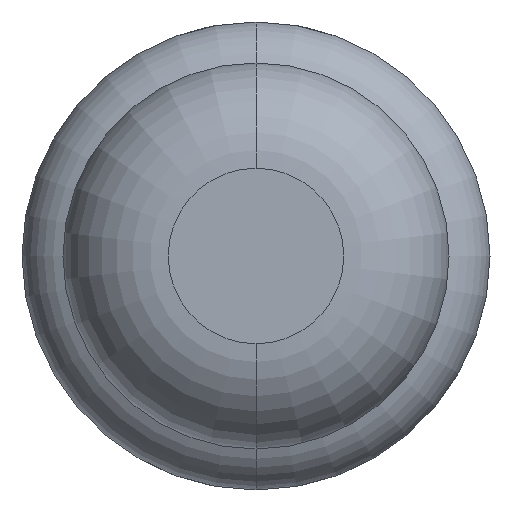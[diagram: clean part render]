
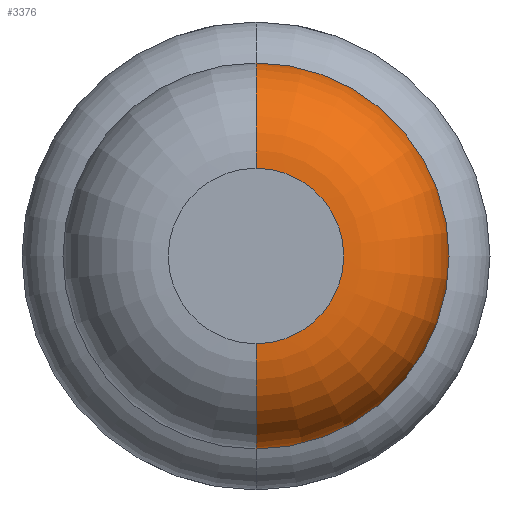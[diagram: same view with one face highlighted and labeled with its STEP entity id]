
A CAD part, front view. The second image highlights one B-rep face of the part: STEP entity #3376.
In plain terms, the highlighted toroidal (fillet/blend) face has major radius 0.375 mm and minor radius 0.45 mm.
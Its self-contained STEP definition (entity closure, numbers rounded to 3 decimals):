
#617 = CIRCLE ( 'NONE', #1487, 0.825 ) ;
#642 = AXIS2_PLACEMENT_3D ( 'NONE', #2477, #2771, #3307 ) ;
#651 = EDGE_LOOP ( 'NONE', ( #3514, #3329, #2041, #2302 ) ) ;
#663 = AXIS2_PLACEMENT_3D ( 'NONE', #1980, #1431, #2836 ) ;
#786 = CARTESIAN_POINT ( 'NONE',  ( 0., -23.55, 0.375 ) ) ;
#925 = CIRCLE ( 'NONE', #642, 0.375 ) ;
#1015 = DIRECTION ( 'NONE',  ( 0., 1., 0. ) ) ;
#1101 = DIRECTION ( 'NONE',  ( -1., 0., 0. ) ) ;
#1268 = VERTEX_POINT ( 'NONE', #3124 ) ;
#1335 = EDGE_CURVE ( 'Defeature ausgef�hrt1_3+Defeature ausgef�hrt1_2+Defeature ausgef�hrt1_2+Defeature ausgef�hrt1_2', #1268, #3706, #617, .T. ) ;
#1360 = CARTESIAN_POINT ( 'NONE',  ( 0., -23.55, 0. ) ) ;
#1368 = CARTESIAN_POINT ( 'NONE',  ( 0., -24., 0.375 ) ) ;
#1431 = DIRECTION ( 'NONE',  ( 1., 0., 0. ) ) ;
#1442 = EDGE_CURVE ( 'NONE', #2043, #1268, #2016, .T. ) ;
#1487 = AXIS2_PLACEMENT_3D ( 'NONE', #2433, #1015, #3012 ) ;
#1513 = EDGE_CURVE ( 'NONE', #1709, #3706, #3535, .T. ) ;
#1571 = AXIS2_PLACEMENT_3D ( 'NONE', #786, #1101, #3369 ) ;
#1607 = TOROIDAL_SURFACE ( 'NONE', #2711, 0.375, 0.45 ) ;
#1709 = VERTEX_POINT ( 'NONE', #1925 ) ;
#1870 = FACE_OUTER_BOUND ( 'NONE', #651, .T. ) ;
#1925 = CARTESIAN_POINT ( 'NONE',  ( 0., -24., -0.375 ) ) ;
#1980 = CARTESIAN_POINT ( 'NONE',  ( 0., -23.55, -0.375 ) ) ;
#2016 = CIRCLE ( 'NONE', #1571, 0.45 ) ;
#2041 = ORIENTED_EDGE ( 'NONE', *, *, #1335, .F. ) ;
#2043 = VERTEX_POINT ( 'NONE', #1368 ) ;
#2128 = CARTESIAN_POINT ( 'NONE',  ( 0., -23.55, -0.825 ) ) ;
#2302 = ORIENTED_EDGE ( 'NONE', *, *, #1442, .F. ) ;
#2433 = CARTESIAN_POINT ( 'NONE',  ( 0., -23.55, 0. ) ) ;
#2477 = CARTESIAN_POINT ( 'NONE',  ( 0., -24., 0. ) ) ;
#2711 = AXIS2_PLACEMENT_3D ( 'NONE', #1360, #2819, #3382 ) ;
#2771 = DIRECTION ( 'NONE',  ( 0., 1., 0. ) ) ;
#2819 = DIRECTION ( 'NONE',  ( 0., 1., 0. ) ) ;
#2836 = DIRECTION ( 'NONE',  ( 0., 0., -1. ) ) ;
#3012 = DIRECTION ( 'NONE',  ( 0., 0., 1. ) ) ;
#3124 = CARTESIAN_POINT ( 'NONE',  ( 0., -23.55, 0.825 ) ) ;
#3307 = DIRECTION ( 'NONE',  ( 0., 0., 1. ) ) ;
#3329 = ORIENTED_EDGE ( 'NONE', *, *, #1513, .T. ) ;
#3369 = DIRECTION ( 'NONE',  ( 0., 0., 1. ) ) ;
#3376 = ADVANCED_FACE ( 'Defeature ausgef�hrt1_2', ( #1870 ), #1607, .T. ) ;
#3382 = DIRECTION ( 'NONE',  ( 0., 0., 1. ) ) ;
#3514 = ORIENTED_EDGE ( 'NONE', *, *, #3687, .T. ) ;
#3535 = CIRCLE ( 'NONE', #663, 0.45 ) ;
#3687 = EDGE_CURVE ( 'Defeature ausgef�hrt1_2+Defeature ausgef�hrt1_1+Defeature ausgef�hrt1_1+Defeature ausgef�hrt1_1', #2043, #1709, #925, .T. ) ;
#3706 = VERTEX_POINT ( 'NONE', #2128 ) ;
